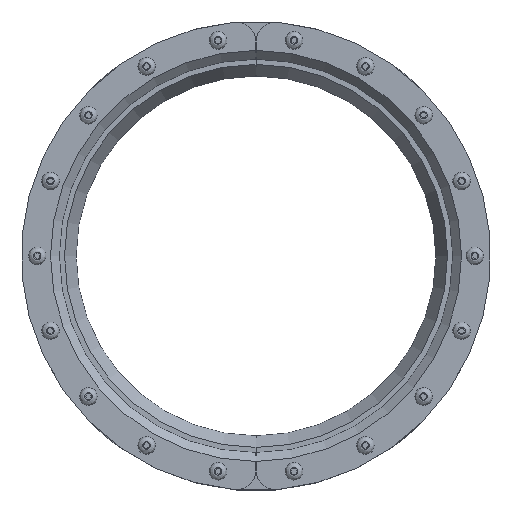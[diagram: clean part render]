
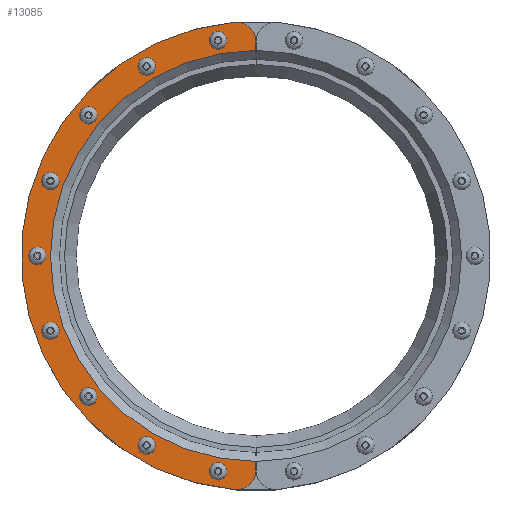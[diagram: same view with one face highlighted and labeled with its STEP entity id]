
A CAD part, top view. The second image highlights one B-rep face of the part: STEP entity #13085.
In plain terms, the highlighted free-form (B-spline) face has degree [1, 1] with [2, 2] control points.
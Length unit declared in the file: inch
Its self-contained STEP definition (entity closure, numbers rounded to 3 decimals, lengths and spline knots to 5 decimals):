
#12235=CARTESIAN_POINT('',(-232.00518,-52.59731,1.0625));
#12236=VERTEX_POINT('',#12235);
#12237=CARTESIAN_POINT('',(-232.00518,-52.80854,1.0625));
#12238=VERTEX_POINT('',#12237);
#12239=CARTESIAN_POINT('',(-232.00518,-52.59731,1.0625));
#12240=DIRECTION('',(0.0,-1.0,0.0));
#12241=VECTOR('',#12240,0.21122);
#12242=LINE('',#12239,#12241);
#12243=EDGE_CURVE('',#12236,#12238,#12242,.T.);
#12283=CARTESIAN_POINT('',(-232.00518,-42.10515,1.0625));
#12284=VERTEX_POINT('',#12283);
#12285=CARTESIAN_POINT('',(-232.00518,-42.31637,1.0625));
#12286=VERTEX_POINT('',#12285);
#12287=CARTESIAN_POINT('',(-232.00518,-42.10515,1.0625));
#12288=DIRECTION('',(0.0,-1.0,0.0));
#12289=VECTOR('',#12288,0.21122);
#12290=LINE('',#12287,#12289);
#12291=EDGE_CURVE('',#12284,#12286,#12290,.T.);
#12352=CARTESIAN_POINT('',(-232.55169,-53.30637,1.0625));
#12353=VERTEX_POINT('',#12352);
#12354=CARTESIAN_POINT('',(-232.50518,-52.80854,1.0625));
#12355=DIRECTION('',(0.0,0.0,-1.0));
#12356=DIRECTION('',(0.673,-0.739,0.0));
#12357=AXIS2_PLACEMENT_3D('',#12354,#12355,#12356);
#12358=CIRCLE('',#12357,0.5);
#12359=EDGE_CURVE('',#12238,#12353,#12358,.T.);
#12406=CARTESIAN_POINT('',(-232.55169,-41.60732,1.0625));
#12407=VERTEX_POINT('',#12406);
#12408=CARTESIAN_POINT('',(-232.50518,-42.10515,1.0625));
#12409=DIRECTION('',(0.0,0.0,-1.0));
#12410=DIRECTION('',(0.673,0.739,0.0));
#12411=AXIS2_PLACEMENT_3D('',#12408,#12409,#12410);
#12412=CIRCLE('',#12411,0.5);
#12413=EDGE_CURVE('',#12407,#12284,#12412,.T.);
#12624=CARTESIAN_POINT('',(-234.84938,-52.1074,1.0625));
#12625=VERTEX_POINT('',#12624);
#12626=CARTESIAN_POINT('',(-234.74214,-52.19739,1.0625));
#12627=DIRECTION('',(0.0,0.0,1.0));
#12628=DIRECTION('',(0.766,-0.643,0.0));
#12629=AXIS2_PLACEMENT_3D('',#12626,#12627,#12628);
#12630=CIRCLE('',#12629,0.14);
#12631=EDGE_CURVE('',#12625,#12625,#12630,.T.);
#12665=CARTESIAN_POINT('',(-237.17329,-49.19116,1.0625));
#12666=VERTEX_POINT('',#12665);
#12667=CARTESIAN_POINT('',(-237.14898,-49.32903,1.0625));
#12668=DIRECTION('',(0.0,0.0,1.0));
#12669=DIRECTION('',(0.174,-0.985,0.0));
#12670=AXIS2_PLACEMENT_3D('',#12667,#12668,#12669);
#12671=CIRCLE('',#12670,0.14);
#12672=EDGE_CURVE('',#12666,#12666,#12671,.T.);
#12706=CARTESIAN_POINT('',(-237.07898,-45.46341,1.0625));
#12707=VERTEX_POINT('',#12706);
#12708=CARTESIAN_POINT('',(-237.14898,-45.58465,1.0625));
#12709=DIRECTION('',(0.0,0.0,1.));
#12710=DIRECTION('',(-0.5,-0.866,0.0));
#12711=AXIS2_PLACEMENT_3D('',#12708,#12709,#12710);
#12712=CIRCLE('',#12711,0.14);
#12713=EDGE_CURVE('',#12707,#12707,#12712,.T.);
#12747=CARTESIAN_POINT('',(-234.61058,-42.66841,1.0625));
#12748=VERTEX_POINT('',#12747);
#12749=CARTESIAN_POINT('',(-234.74214,-42.71629,1.0625));
#12750=DIRECTION('',(0.0,0.0,1.));
#12751=DIRECTION('',(-0.94,-0.342,0.0));
#12752=AXIS2_PLACEMENT_3D('',#12749,#12750,#12751);
#12753=CIRCLE('',#12752,0.14);
#12754=EDGE_CURVE('',#12748,#12748,#12753,.T.);
#12788=CARTESIAN_POINT('',(-236.0912,-43.84828,1.0625));
#12789=VERTEX_POINT('',#12788);
#12790=CARTESIAN_POINT('',(-236.19844,-43.93827,1.0625));
#12791=DIRECTION('',(0.0,0.0,1.));
#12792=DIRECTION('',(-0.766,-0.643,0.0));
#12793=AXIS2_PLACEMENT_3D('',#12790,#12791,#12792);
#12794=CIRCLE('',#12793,0.14);
#12795=EDGE_CURVE('',#12789,#12789,#12794,.T.);
#12829=CARTESIAN_POINT('',(-237.45478,-47.31897,1.0625));
#12830=VERTEX_POINT('',#12829);
#12831=CARTESIAN_POINT('',(-237.4791,-47.45684,1.0625));
#12832=DIRECTION('',(0.0,0.0,1.));
#12833=DIRECTION('',(-0.174,-0.985,0.0));
#12834=AXIS2_PLACEMENT_3D('',#12831,#12832,#12833);
#12835=CIRCLE('',#12834,0.14);
#12836=EDGE_CURVE('',#12830,#12830,#12835,.T.);
#12870=CARTESIAN_POINT('',(-236.26844,-50.85417,1.0625));
#12871=VERTEX_POINT('',#12870);
#12872=CARTESIAN_POINT('',(-236.19844,-50.97541,1.0625));
#12873=DIRECTION('',(0.0,0.0,1.0));
#12874=DIRECTION('',(0.5,-0.866,0.0));
#12875=AXIS2_PLACEMENT_3D('',#12872,#12873,#12874);
#12876=CIRCLE('',#12875,0.14);
#12877=EDGE_CURVE('',#12871,#12871,#12876,.T.);
#12911=CARTESIAN_POINT('',(-233.08727,-52.79972,1.0625));
#12912=VERTEX_POINT('',#12911);
#12913=CARTESIAN_POINT('',(-232.95571,-52.8476,1.0625));
#12914=DIRECTION('',(0.0,0.0,1.0));
#12915=DIRECTION('',(0.94,-0.342,0.0));
#12916=AXIS2_PLACEMENT_3D('',#12913,#12914,#12915);
#12917=CIRCLE('',#12916,0.14);
#12918=EDGE_CURVE('',#12912,#12912,#12917,.T.);
#12952=CARTESIAN_POINT('',(-232.81571,-42.06608,1.0625));
#12953=VERTEX_POINT('',#12952);
#12954=CARTESIAN_POINT('',(-232.95571,-42.06608,1.0625));
#12955=DIRECTION('',(0.0,0.0,1.0));
#12956=DIRECTION('',(-1.0,0.0,0.0));
#12957=AXIS2_PLACEMENT_3D('',#12954,#12955,#12956);
#12958=CIRCLE('',#12957,0.14);
#12959=EDGE_CURVE('',#12953,#12953,#12958,.T.);
#12996=CARTESIAN_POINT('',(-232.00518,-47.45684,1.0625));
#12997=DIRECTION('',(0.0,0.0,1.0));
#12998=DIRECTION('',(0.0,1.0,0.0));
#12999=AXIS2_PLACEMENT_3D('',#12996,#12997,#12998);
#13000=CIRCLE('',#12999,5.875);
#13001=EDGE_CURVE('',#12407,#12353,#13000,.T.);
#13033=CARTESIAN_POINT('',(-232.00518,-47.45684,1.0625));
#13034=DIRECTION('',(0.0,0.0,1.0));
#13035=DIRECTION('',(0.0,1.0,0.0));
#13036=AXIS2_PLACEMENT_3D('',#13033,#13034,#13035);
#13037=CIRCLE('',#13036,5.14047);
#13038=EDGE_CURVE('',#12286,#12236,#13037,.T.);
#13045=CARTESIAN_POINT('',(-232.00518,-41.60515,1.0625));
#13046=CARTESIAN_POINT('',(-237.88018,-41.60515,1.0625));
#13047=CARTESIAN_POINT('',(-232.00518,-53.30854,1.0625));
#13048=CARTESIAN_POINT('',(-237.88018,-53.30854,1.0625));
#13049=B_SPLINE_SURFACE_WITH_KNOTS('',1,1,((#13045,#13047),(#13046,#13048)),.UNSPECIFIED.,.F.,.F.,.U.,(2,2),(2,2),(0.0,5.875),(0.0,11.70339),.UNSPECIFIED.);
#13050=ORIENTED_EDGE('',*,*,#12291,.F.);
#13051=ORIENTED_EDGE('',*,*,#12413,.F.);
#13052=ORIENTED_EDGE('',*,*,#13001,.T.);
#13053=ORIENTED_EDGE('',*,*,#12359,.F.);
#13054=ORIENTED_EDGE('',*,*,#12243,.F.);
#13055=ORIENTED_EDGE('',*,*,#13038,.F.);
#13056=EDGE_LOOP('',(#13050,#13051,#13052,#13053,#13054,#13055));
#13057=FACE_OUTER_BOUND('',#13056,.T.);
#13058=ORIENTED_EDGE('',*,*,#12631,.F.);
#13059=EDGE_LOOP('',(#13058));
#13060=FACE_BOUND('',#13059,.T.);
#13061=ORIENTED_EDGE('',*,*,#12672,.F.);
#13062=EDGE_LOOP('',(#13061));
#13063=FACE_BOUND('',#13062,.T.);
#13064=ORIENTED_EDGE('',*,*,#12713,.F.);
#13065=EDGE_LOOP('',(#13064));
#13066=FACE_BOUND('',#13065,.T.);
#13067=ORIENTED_EDGE('',*,*,#12754,.F.);
#13068=EDGE_LOOP('',(#13067));
#13069=FACE_BOUND('',#13068,.T.);
#13070=ORIENTED_EDGE('',*,*,#12795,.F.);
#13071=EDGE_LOOP('',(#13070));
#13072=FACE_BOUND('',#13071,.T.);
#13073=ORIENTED_EDGE('',*,*,#12836,.F.);
#13074=EDGE_LOOP('',(#13073));
#13075=FACE_BOUND('',#13074,.T.);
#13076=ORIENTED_EDGE('',*,*,#12877,.F.);
#13077=EDGE_LOOP('',(#13076));
#13078=FACE_BOUND('',#13077,.T.);
#13079=ORIENTED_EDGE('',*,*,#12918,.F.);
#13080=EDGE_LOOP('',(#13079));
#13081=FACE_BOUND('',#13080,.T.);
#13082=ORIENTED_EDGE('',*,*,#12959,.F.);
#13083=EDGE_LOOP('',(#13082));
#13084=FACE_BOUND('',#13083,.T.);
#13085=ADVANCED_FACE('',(#13057,#13060,#13063,#13066,#13069,#13072,#13075,#13078,#13081,#13084),#13049,.T.);
